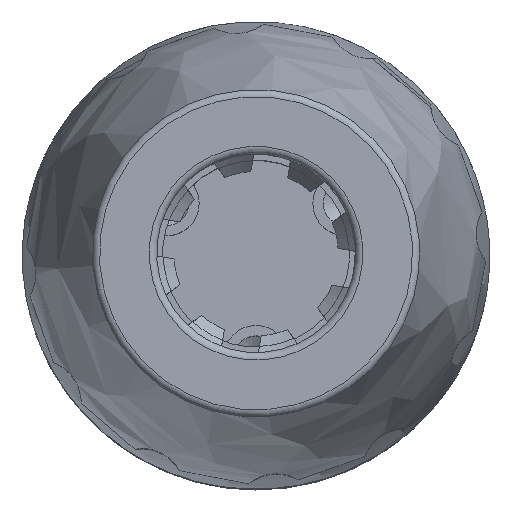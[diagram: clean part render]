
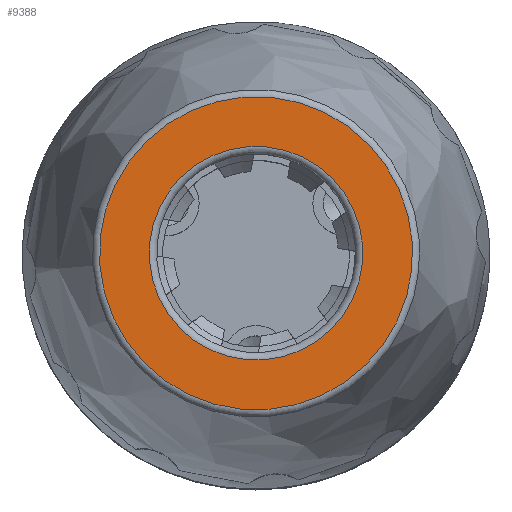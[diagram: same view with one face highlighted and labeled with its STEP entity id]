
A CAD part, top view. The second image highlights one B-rep face of the part: STEP entity #9388.
In plain terms, the highlighted planar face has unit normal (0, 0, 1).
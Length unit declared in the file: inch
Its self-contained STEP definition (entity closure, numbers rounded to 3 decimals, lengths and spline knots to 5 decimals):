
#938=FACE_BOUND('',#3096,.T.);
#1101=PLANE('',#10355);
#2525=FACE_OUTER_BOUND('',#3095,.T.);
#3095=EDGE_LOOP('',(#8440,#8441));
#3096=EDGE_LOOP('',(#8442,#8443));
#3582=CIRCLE('',#10349,0.14287);
#3583=CIRCLE('',#10350,0.14287);
#3587=CIRCLE('',#10356,0.20942);
#3588=CIRCLE('',#10357,0.20942);
#4474=VERTEX_POINT('',#24162);
#4475=VERTEX_POINT('',#24164);
#4478=VERTEX_POINT('',#24175);
#4479=VERTEX_POINT('',#24176);
#5829=EDGE_CURVE('',#4474,#4475,#3582,.T.);
#5830=EDGE_CURVE('',#4475,#4474,#3583,.T.);
#5835=EDGE_CURVE('',#4478,#4479,#3587,.T.);
#5836=EDGE_CURVE('',#4479,#4478,#3588,.T.);
#8440=ORIENTED_EDGE('',*,*,#5835,.F.);
#8441=ORIENTED_EDGE('',*,*,#5836,.F.);
#8442=ORIENTED_EDGE('',*,*,#5830,.F.);
#8443=ORIENTED_EDGE('',*,*,#5829,.F.);
#9388=ADVANCED_FACE('',(#2525,#938),#1101,.T.);
#10349=AXIS2_PLACEMENT_3D('',#24165,#12284,#12285);
#10350=AXIS2_PLACEMENT_3D('',#24166,#12286,#12287);
#10355=AXIS2_PLACEMENT_3D('',#24174,#12297,#12298);
#10356=AXIS2_PLACEMENT_3D('',#24177,#12299,#12300);
#10357=AXIS2_PLACEMENT_3D('',#24178,#12301,#12302);
#12284=DIRECTION('center_axis',(0.,0.,1.));
#12285=DIRECTION('ref_axis',(-1.,0.,0.));
#12286=DIRECTION('center_axis',(0.,0.,1.));
#12287=DIRECTION('ref_axis',(-1.,0.,0.));
#12297=DIRECTION('center_axis',(0.,0.,1.));
#12298=DIRECTION('ref_axis',(1.,0.,0.));
#12299=DIRECTION('center_axis',(0.,0.,-1.));
#12300=DIRECTION('ref_axis',(-1.,0.,0.));
#12301=DIRECTION('center_axis',(0.,0.,-1.));
#12302=DIRECTION('ref_axis',(-1.,0.,0.));
#24162=CARTESIAN_POINT('',(-0.14287,0.,0.76969));
#24164=CARTESIAN_POINT('',(0.14287,0.,0.76969));
#24165=CARTESIAN_POINT('Origin',(0.,0.,0.76969));
#24166=CARTESIAN_POINT('Origin',(0.,0.,0.76969));
#24174=CARTESIAN_POINT('Origin',(0.1747,0.,0.76969));
#24175=CARTESIAN_POINT('',(0.20942,0.,0.76969));
#24176=CARTESIAN_POINT('',(-0.20942,0.,0.76969));
#24177=CARTESIAN_POINT('Origin',(0.,0.,0.76969));
#24178=CARTESIAN_POINT('Origin',(0.,0.,0.76969));
